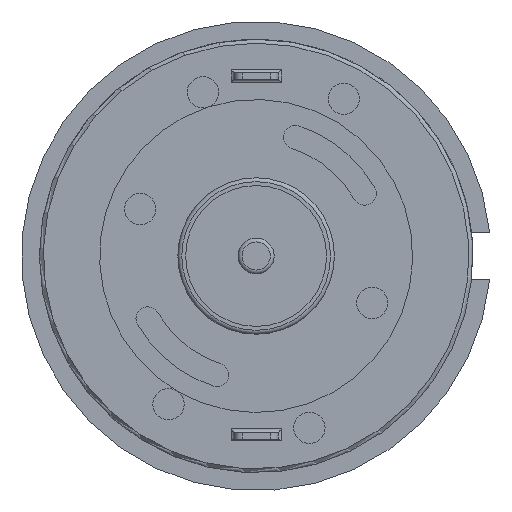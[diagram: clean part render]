
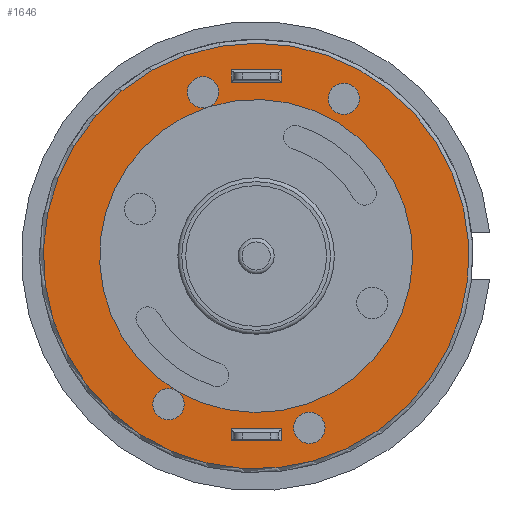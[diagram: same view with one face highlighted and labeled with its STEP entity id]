
A CAD part, front view. The second image highlights one B-rep face of the part: STEP entity #1646.
In plain terms, the highlighted planar face has unit normal (0, -1, 0).
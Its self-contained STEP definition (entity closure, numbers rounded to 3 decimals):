
#35=FACE_BOUND('',#227,.T.);
#36=FACE_BOUND('',#228,.T.);
#37=FACE_BOUND('',#229,.T.);
#38=FACE_BOUND('',#230,.T.);
#39=FACE_BOUND('',#231,.T.);
#58=PLANE('',#1814);
#121=FACE_OUTER_BOUND('',#226,.T.);
#226=EDGE_LOOP('',(#1170,#1171));
#227=EDGE_LOOP('',(#1172));
#228=EDGE_LOOP('',(#1173));
#229=EDGE_LOOP('',(#1174,#1175,#1176,#1177,#1178,#1179));
#230=EDGE_LOOP('',(#1180,#1181,#1182,#1183));
#231=EDGE_LOOP('',(#1184,#1185,#1186,#1187));
#316=CIRCLE('',#1742,1.);
#318=CIRCLE('',#1745,1.);
#362=CIRCLE('',#1811,13.6);
#364=CIRCLE('',#1813,13.6);
#365=CIRCLE('',#1815,1.);
#366=CIRCLE('',#1816,1.);
#367=CIRCLE('',#1817,10.);
#368=CIRCLE('',#1818,1.);
#369=CIRCLE('',#1819,10.);
#370=CIRCLE('',#1820,1.);
#469=LINE('',#2700,#580);
#470=LINE('',#2702,#581);
#471=LINE('',#2704,#582);
#472=LINE('',#2705,#583);
#473=LINE('',#2708,#584);
#474=LINE('',#2710,#585);
#475=LINE('',#2712,#586);
#476=LINE('',#2713,#587);
#580=VECTOR('',#2160,10.);
#581=VECTOR('',#2161,10.);
#582=VECTOR('',#2162,10.);
#583=VECTOR('',#2163,10.);
#584=VECTOR('',#2164,10.);
#585=VECTOR('',#2165,10.);
#586=VECTOR('',#2166,10.);
#587=VECTOR('',#2167,10.);
#651=VERTEX_POINT('',#2501);
#653=VERTEX_POINT('',#2505);
#655=VERTEX_POINT('',#2510);
#657=VERTEX_POINT('',#2514);
#723=VERTEX_POINT('',#2684);
#724=VERTEX_POINT('',#2685);
#725=VERTEX_POINT('',#2690);
#726=VERTEX_POINT('',#2692);
#727=VERTEX_POINT('',#2698);
#728=VERTEX_POINT('',#2699);
#729=VERTEX_POINT('',#2701);
#730=VERTEX_POINT('',#2703);
#731=VERTEX_POINT('',#2706);
#732=VERTEX_POINT('',#2707);
#733=VERTEX_POINT('',#2709);
#734=VERTEX_POINT('',#2711);
#805=EDGE_CURVE('',#651,#653,#316,.T.);
#809=EDGE_CURVE('',#655,#657,#318,.T.);
#890=EDGE_CURVE('',#723,#724,#362,.T.);
#892=EDGE_CURVE('',#724,#723,#364,.T.);
#893=EDGE_CURVE('',#725,#725,#365,.T.);
#894=EDGE_CURVE('',#726,#726,#366,.T.);
#895=EDGE_CURVE('',#653,#657,#367,.T.);
#896=EDGE_CURVE('',#657,#655,#368,.T.);
#897=EDGE_CURVE('',#657,#653,#369,.T.);
#898=EDGE_CURVE('',#653,#651,#370,.T.);
#899=EDGE_CURVE('',#727,#728,#469,.T.);
#900=EDGE_CURVE('',#728,#729,#470,.T.);
#901=EDGE_CURVE('',#729,#730,#471,.T.);
#902=EDGE_CURVE('',#730,#727,#472,.T.);
#903=EDGE_CURVE('',#731,#732,#473,.T.);
#904=EDGE_CURVE('',#732,#733,#474,.T.);
#905=EDGE_CURVE('',#733,#734,#475,.T.);
#906=EDGE_CURVE('',#734,#731,#476,.T.);
#1170=ORIENTED_EDGE('',*,*,#890,.F.);
#1171=ORIENTED_EDGE('',*,*,#892,.F.);
#1172=ORIENTED_EDGE('',*,*,#893,.T.);
#1173=ORIENTED_EDGE('',*,*,#894,.T.);
#1174=ORIENTED_EDGE('',*,*,#895,.T.);
#1175=ORIENTED_EDGE('',*,*,#896,.T.);
#1176=ORIENTED_EDGE('',*,*,#809,.T.);
#1177=ORIENTED_EDGE('',*,*,#897,.T.);
#1178=ORIENTED_EDGE('',*,*,#898,.T.);
#1179=ORIENTED_EDGE('',*,*,#805,.T.);
#1180=ORIENTED_EDGE('',*,*,#899,.T.);
#1181=ORIENTED_EDGE('',*,*,#900,.T.);
#1182=ORIENTED_EDGE('',*,*,#901,.T.);
#1183=ORIENTED_EDGE('',*,*,#902,.T.);
#1184=ORIENTED_EDGE('',*,*,#903,.T.);
#1185=ORIENTED_EDGE('',*,*,#904,.T.);
#1186=ORIENTED_EDGE('',*,*,#905,.T.);
#1187=ORIENTED_EDGE('',*,*,#906,.T.);
#1646=ADVANCED_FACE('',(#121,#35,#36,#37,#38,#39),#58,.F.);
#1742=AXIS2_PLACEMENT_3D('',#2507,#1963,#1964);
#1745=AXIS2_PLACEMENT_3D('',#2516,#1971,#1972);
#1811=AXIS2_PLACEMENT_3D('',#2686,#2140,#2141);
#1813=AXIS2_PLACEMENT_3D('',#2688,#2144,#2145);
#1814=AXIS2_PLACEMENT_3D('',#2689,#2146,#2147);
#1815=AXIS2_PLACEMENT_3D('',#2691,#2148,#2149);
#1816=AXIS2_PLACEMENT_3D('',#2693,#2150,#2151);
#1817=AXIS2_PLACEMENT_3D('',#2694,#2152,#2153);
#1818=AXIS2_PLACEMENT_3D('',#2695,#2154,#2155);
#1819=AXIS2_PLACEMENT_3D('',#2696,#2156,#2157);
#1820=AXIS2_PLACEMENT_3D('',#2697,#2158,#2159);
#1963=DIRECTION('center_axis',(0.,1.,0.));
#1964=DIRECTION('ref_axis',(-1.,0.,0.));
#1971=DIRECTION('center_axis',(0.,1.,0.));
#1972=DIRECTION('ref_axis',(-1.,0.,0.));
#2140=DIRECTION('center_axis',(0.,1.,0.));
#2141=DIRECTION('ref_axis',(-0.994,0.,0.108));
#2144=DIRECTION('center_axis',(0.,1.,0.));
#2145=DIRECTION('ref_axis',(-0.994,0.,0.108));
#2146=DIRECTION('center_axis',(0.,1.,0.));
#2147=DIRECTION('ref_axis',(0.,0.,1.));
#2148=DIRECTION('center_axis',(0.,1.,0.));
#2149=DIRECTION('ref_axis',(-1.,0.,0.));
#2150=DIRECTION('center_axis',(0.,1.,0.));
#2151=DIRECTION('ref_axis',(-1.,0.,0.));
#2152=DIRECTION('center_axis',(0.,1.,0.));
#2153=DIRECTION('ref_axis',(-1.,0.,0.));
#2154=DIRECTION('center_axis',(0.,1.,0.));
#2155=DIRECTION('ref_axis',(-1.,0.,0.));
#2156=DIRECTION('center_axis',(0.,1.,0.));
#2157=DIRECTION('ref_axis',(-1.,0.,0.));
#2158=DIRECTION('center_axis',(0.,1.,0.));
#2159=DIRECTION('ref_axis',(-1.,0.,0.));
#2160=DIRECTION('',(0.,0.,-1.));
#2161=DIRECTION('',(-1.,0.,0.));
#2162=DIRECTION('',(0.,0.,1.));
#2163=DIRECTION('',(1.,0.,0.));
#2164=DIRECTION('',(0.,0.,-1.));
#2165=DIRECTION('',(-1.,0.,0.));
#2166=DIRECTION('',(0.,0.,1.));
#2167=DIRECTION('',(1.,0.,0.));
#2501=CARTESIAN_POINT('',(-2.4,0.,10.461));
#2505=CARTESIAN_POINT('',(-3.091,0.,9.51));
#2507=CARTESIAN_POINT('Origin',(-3.4,0.,10.461));
#2510=CARTESIAN_POINT('',(-4.6,0.,-9.468));
#2514=CARTESIAN_POINT('',(-5.091,0.,-8.607));
#2516=CARTESIAN_POINT('Origin',(-5.6,0.,-9.468));
#2684=CARTESIAN_POINT('',(13.52,0.,-1.473));
#2685=CARTESIAN_POINT('',(0.,0.,13.6));
#2686=CARTESIAN_POINT('Origin',(0.,0.,0.));
#2688=CARTESIAN_POINT('Origin',(0.,0.,0.));
#2689=CARTESIAN_POINT('Origin',(0.,0.,0.));
#2690=CARTESIAN_POINT('',(6.6,0.,10.044));
#2691=CARTESIAN_POINT('Origin',(5.6,0.,10.044));
#2692=CARTESIAN_POINT('',(4.4,0.,-10.986));
#2693=CARTESIAN_POINT('Origin',(3.4,0.,-10.986));
#2694=CARTESIAN_POINT('Origin',(0.,0.,0.));
#2695=CARTESIAN_POINT('Origin',(-5.6,0.,-9.468));
#2696=CARTESIAN_POINT('Origin',(0.,0.,0.));
#2697=CARTESIAN_POINT('Origin',(-3.4,0.,10.461));
#2698=CARTESIAN_POINT('',(1.6,0.,11.9));
#2699=CARTESIAN_POINT('',(1.6,0.,11.1));
#2700=CARTESIAN_POINT('',(1.6,0.,5.55));
#2701=CARTESIAN_POINT('',(-1.6,0.,11.1));
#2702=CARTESIAN_POINT('',(-0.8,0.,11.1));
#2703=CARTESIAN_POINT('',(-1.6,0.,11.9));
#2704=CARTESIAN_POINT('',(-1.6,0.,5.95));
#2705=CARTESIAN_POINT('',(0.8,0.,11.9));
#2706=CARTESIAN_POINT('',(1.6,0.,-11.));
#2707=CARTESIAN_POINT('',(1.6,0.,-11.8));
#2708=CARTESIAN_POINT('',(1.6,0.,-5.9));
#2709=CARTESIAN_POINT('',(-1.6,0.,-11.8));
#2710=CARTESIAN_POINT('',(-0.8,0.,-11.8));
#2711=CARTESIAN_POINT('',(-1.6,0.,-11.));
#2712=CARTESIAN_POINT('',(-1.6,0.,-5.5));
#2713=CARTESIAN_POINT('',(0.8,0.,-11.));
